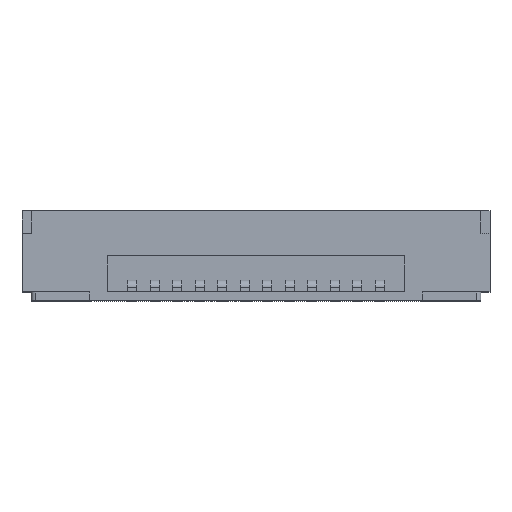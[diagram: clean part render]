
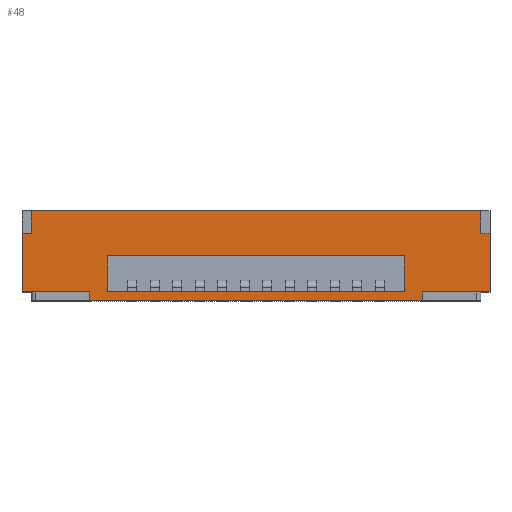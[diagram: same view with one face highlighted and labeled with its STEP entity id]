
A CAD part, top view. The second image highlights one B-rep face of the part: STEP entity #48.
In plain terms, the highlighted planar face has unit normal (0, 0, 1).
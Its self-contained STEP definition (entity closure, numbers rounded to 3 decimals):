
#48=ADVANCED_FACE('',(#417,#418),#419,.T.);
#417=FACE_OUTER_BOUND('',#1168,.T.);
#418=FACE_BOUND('',#1169,.T.);
#419=PLANE('',#1170);
#1168=EDGE_LOOP('',(#1929,#1930,#1931,#1932,#1933,#1934,#1935,#1936,#1937,#1938,#1939,#1940));
#1169=EDGE_LOOP('',(#1941,#1942,#1943,#1944));
#1170=AXIS2_PLACEMENT_3D('',#1945,#1946,#1947);
#1929=ORIENTED_EDGE('',*,*,#5275,.F.);
#1930=ORIENTED_EDGE('',*,*,#5276,.T.);
#1931=ORIENTED_EDGE('',*,*,#5277,.F.);
#1932=ORIENTED_EDGE('',*,*,#5278,.T.);
#1933=ORIENTED_EDGE('',*,*,#5279,.T.);
#1934=ORIENTED_EDGE('',*,*,#5280,.T.);
#1935=ORIENTED_EDGE('',*,*,#5281,.T.);
#1936=ORIENTED_EDGE('',*,*,#5282,.F.);
#1937=ORIENTED_EDGE('',*,*,#5283,.F.);
#1938=ORIENTED_EDGE('',*,*,#5284,.F.);
#1939=ORIENTED_EDGE('',*,*,#5285,.T.);
#1940=ORIENTED_EDGE('',*,*,#5286,.F.);
#1941=ORIENTED_EDGE('',*,*,#5287,.F.);
#1942=ORIENTED_EDGE('',*,*,#5288,.F.);
#1943=ORIENTED_EDGE('',*,*,#5289,.F.);
#1944=ORIENTED_EDGE('',*,*,#5290,.F.);
#1945=CARTESIAN_POINT('',(-5.2,-1.0,2.6));
#1946=DIRECTION('',(0.0,0.0,1.0));
#1947=DIRECTION('',(1.0,0.0,0.0));
#5275=EDGE_CURVE('',#6410,#6411,#6412,.T.);
#5276=EDGE_CURVE('',#6410,#6413,#6414,.T.);
#5277=EDGE_CURVE('',#6415,#6413,#6416,.T.);
#5278=EDGE_CURVE('',#6415,#6417,#6418,.T.);
#5279=EDGE_CURVE('',#6417,#6419,#6420,.T.);
#5280=EDGE_CURVE('',#6419,#6421,#6422,.T.);
#5281=EDGE_CURVE('',#6421,#6423,#6424,.T.);
#5282=EDGE_CURVE('',#6425,#6423,#6426,.T.);
#5283=EDGE_CURVE('',#6427,#6425,#6428,.T.);
#5284=EDGE_CURVE('',#6429,#6427,#6430,.T.);
#5285=EDGE_CURVE('',#6429,#6431,#6432,.T.);
#5286=EDGE_CURVE('',#6411,#6431,#6433,.T.);
#5287=EDGE_CURVE('',#6434,#6435,#6436,.T.);
#5288=EDGE_CURVE('',#6437,#6434,#6438,.T.);
#5289=EDGE_CURVE('',#6439,#6437,#6440,.T.);
#5290=EDGE_CURVE('',#6435,#6439,#6441,.T.);
#6410=VERTEX_POINT('',#8275);
#6411=VERTEX_POINT('',#8276);
#6412=LINE('',#8277,#8278);
#6413=VERTEX_POINT('',#8279);
#6414=LINE('',#8280,#8281);
#6415=VERTEX_POINT('',#8282);
#6416=LINE('',#8283,#8284);
#6417=VERTEX_POINT('',#8285);
#6418=LINE('',#8286,#8287);
#6419=VERTEX_POINT('',#8288);
#6420=LINE('',#8289,#8290);
#6421=VERTEX_POINT('',#8291);
#6422=LINE('',#8292,#8293);
#6423=VERTEX_POINT('',#8294);
#6424=LINE('',#8295,#8296);
#6425=VERTEX_POINT('',#8297);
#6426=LINE('',#8298,#8299);
#6427=VERTEX_POINT('',#8300);
#6428=LINE('',#8301,#8302);
#6429=VERTEX_POINT('',#8303);
#6430=LINE('',#8304,#8305);
#6431=VERTEX_POINT('',#8306);
#6432=LINE('',#8307,#8308);
#6433=LINE('',#8309,#8310);
#6434=VERTEX_POINT('',#8311);
#6435=VERTEX_POINT('',#8312);
#6436=LINE('',#8313,#8314);
#6437=VERTEX_POINT('',#8315);
#6438=LINE('',#8316,#8317);
#6439=VERTEX_POINT('',#8318);
#6440=LINE('',#8319,#8320);
#6441=LINE('',#8321,#8322);
#8275=CARTESIAN_POINT('',(-5.2,-0.8,2.6));
#8276=CARTESIAN_POINT('',(-5.2,0.5,2.6));
#8277=CARTESIAN_POINT('',(-5.2,-0.8,2.6));
#8278=VECTOR('',#11151,1.3);
#8279=CARTESIAN_POINT('',(-3.7,-0.8,2.6));
#8280=CARTESIAN_POINT('',(-5.2,-0.8,2.6));
#8281=VECTOR('',#11152,1.5);
#8282=CARTESIAN_POINT('',(-3.7,-1.0,2.6));
#8283=CARTESIAN_POINT('',(-3.7,-1.0,2.6));
#8284=VECTOR('',#11153,0.2);
#8285=CARTESIAN_POINT('',(3.7,-1.0,2.6));
#8286=CARTESIAN_POINT('',(-3.7,-1.0,2.6));
#8287=VECTOR('',#11154,7.4);
#8288=CARTESIAN_POINT('',(3.7,-0.8,2.6));
#8289=CARTESIAN_POINT('',(3.7,-1.0,2.6));
#8290=VECTOR('',#11155,0.2);
#8291=CARTESIAN_POINT('',(5.2,-0.8,2.6));
#8292=CARTESIAN_POINT('',(3.7,-0.8,2.6));
#8293=VECTOR('',#11156,1.5);
#8294=CARTESIAN_POINT('',(5.2,0.5,2.6));
#8295=CARTESIAN_POINT('',(5.2,-0.8,2.6));
#8296=VECTOR('',#11157,1.3);
#8297=CARTESIAN_POINT('',(5.0,0.5,2.6));
#8298=CARTESIAN_POINT('',(5.0,0.5,2.6));
#8299=VECTOR('',#11158,0.2);
#8300=CARTESIAN_POINT('',(5.0,1.0,2.6));
#8301=CARTESIAN_POINT('',(5.0,1.0,2.6));
#8302=VECTOR('',#11159,0.5);
#8303=CARTESIAN_POINT('',(-5.0,1.0,2.6));
#8304=CARTESIAN_POINT('',(-5.0,1.0,2.6));
#8305=VECTOR('',#11160,10.0);
#8306=CARTESIAN_POINT('',(-5.0,0.5,2.6));
#8307=CARTESIAN_POINT('',(-5.0,1.0,2.6));
#8308=VECTOR('',#11161,0.5);
#8309=CARTESIAN_POINT('',(-5.2,0.5,2.6));
#8310=VECTOR('',#11162,0.2);
#8311=CARTESIAN_POINT('',(3.3,0.0,2.6));
#8312=CARTESIAN_POINT('',(-3.3,0.0,2.6));
#8313=CARTESIAN_POINT('',(3.3,0.0,2.6));
#8314=VECTOR('',#11163,6.6);
#8315=CARTESIAN_POINT('',(3.3,-0.8,2.6));
#8316=CARTESIAN_POINT('',(3.3,-0.8,2.6));
#8317=VECTOR('',#11164,0.8);
#8318=CARTESIAN_POINT('',(-3.3,-0.8,2.6));
#8319=CARTESIAN_POINT('',(-3.3,-0.8,2.6));
#8320=VECTOR('',#11165,6.6);
#8321=CARTESIAN_POINT('',(-3.3,0.0,2.6));
#8322=VECTOR('',#11166,0.8);
#11151=DIRECTION('',(0.0,1.0,0.0));
#11152=DIRECTION('',(1.0,0.0,0.0));
#11153=DIRECTION('',(0.0,1.0,0.0));
#11154=DIRECTION('',(1.0,0.0,0.0));
#11155=DIRECTION('',(0.0,1.0,0.0));
#11156=DIRECTION('',(1.0,0.0,0.0));
#11157=DIRECTION('',(0.0,1.0,0.0));
#11158=DIRECTION('',(1.0,0.0,0.0));
#11159=DIRECTION('',(0.0,-1.0,0.0));
#11160=DIRECTION('',(1.0,0.0,0.0));
#11161=DIRECTION('',(0.0,-1.0,0.0));
#11162=DIRECTION('',(1.0,0.0,0.0));
#11163=DIRECTION('',(-1.0,0.0,0.0));
#11164=DIRECTION('',(0.0,1.0,0.0));
#11165=DIRECTION('',(1.0,0.0,0.0));
#11166=DIRECTION('',(0.0,-1.0,0.0));
